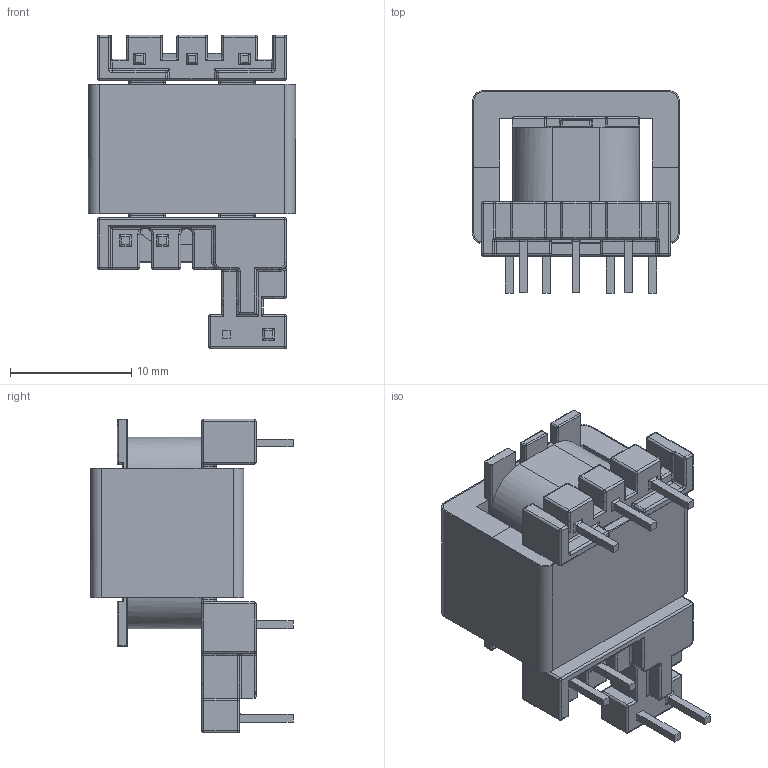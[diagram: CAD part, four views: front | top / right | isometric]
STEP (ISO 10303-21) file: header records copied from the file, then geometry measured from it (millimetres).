
FILE_DESCRIPTION(('FreeCAD Model'),'2;1');
FILE_NAME('Open CASCADE Shape Model','2025-04-29T10:41:05',('FreeCAD'),( 'FreeCAD'),'Open CASCADE STEP processor 7.6','FreeCAD','Unknown');
FILE_SCHEMA(('AUTOMOTIVE_DESIGN { 1 0 10303 214 1 1 1 1 }'));
Products named in the file (1): Open CASCADE STEP translator 7.6 1
Bounding box: 17.1 x 16.69 x 25.89 mm (x, y, z)
Volume: 2941.7 mm3; surface area: 5442.4 mm2
Topology: 7 solids, 7 shells, 1063 faces, 2743 edges, 1632 vertices
Faces by surface type: bspline 1063
Entity records: 34825 total; most frequent: CARTESIAN_POINT 19175, ORIENTED_EDGE 5306, EDGE_CURVE 2653, B_SPLINE_CURVE_WITH_KNOTS 2123, VERTEX_POINT 1632, FACE_BOUND 1097, EDGE_LOOP 1097, ADVANCED_FACE 1063
